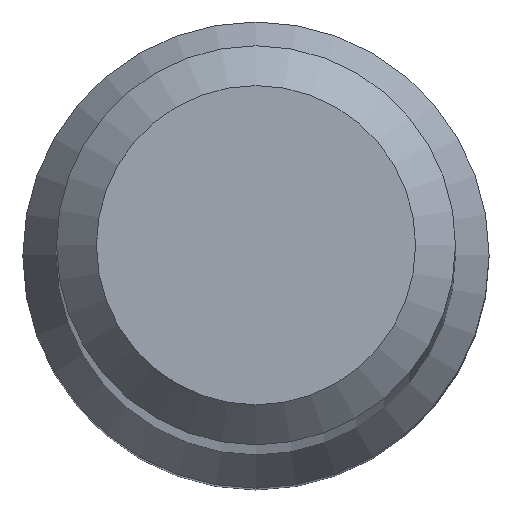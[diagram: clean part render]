
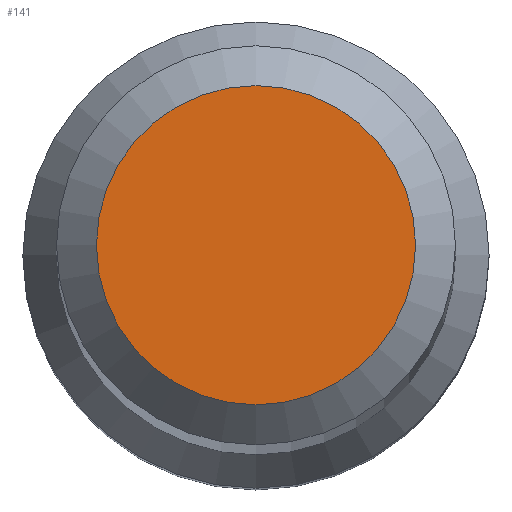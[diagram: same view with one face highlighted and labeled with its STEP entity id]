
A CAD part, top view. The second image highlights one B-rep face of the part: STEP entity #141.
In plain terms, the highlighted planar face has unit normal (0, 0, 1).
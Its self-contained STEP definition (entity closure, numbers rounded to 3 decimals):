
#4 = CARTESIAN_POINT ( 'NONE',  ( 0., 0., 101. ) ) ;
#26 = DIRECTION ( 'NONE',  ( 0., 0., -1. ) ) ;
#36 = AXIS2_PLACEMENT_3D ( 'NONE', #4, #157, #228 ) ;
#65 = VERTEX_POINT ( 'NONE', #68 ) ;
#68 = CARTESIAN_POINT ( 'NONE',  ( 0., 2.4, 101. ) ) ;
#75 = FACE_OUTER_BOUND ( 'NONE', #222, .T. ) ;
#92 = CARTESIAN_POINT ( 'NONE',  ( 0., 0., 101. ) ) ;
#100 = DIRECTION ( 'NONE',  ( 0., 1., 0. ) ) ;
#138 = EDGE_CURVE ( 'NONE', #65, #65, #140, .T. ) ;
#140 = CIRCLE ( 'NONE', #150, 2.4 ) ;
#141 = ADVANCED_FACE ( 'NONE', ( #75 ), #210, .F. ) ;
#150 = AXIS2_PLACEMENT_3D ( 'NONE', #92, #26, #100 ) ;
#157 = DIRECTION ( 'NONE',  ( 0., 0., -1. ) ) ;
#210 = PLANE ( 'NONE',  #36 ) ;
#218 = ORIENTED_EDGE ( 'NONE', *, *, #138, .F. ) ;
#222 = EDGE_LOOP ( 'NONE', ( #218 ) ) ;
#228 = DIRECTION ( 'NONE',  ( 0., 1., 0. ) ) ;
